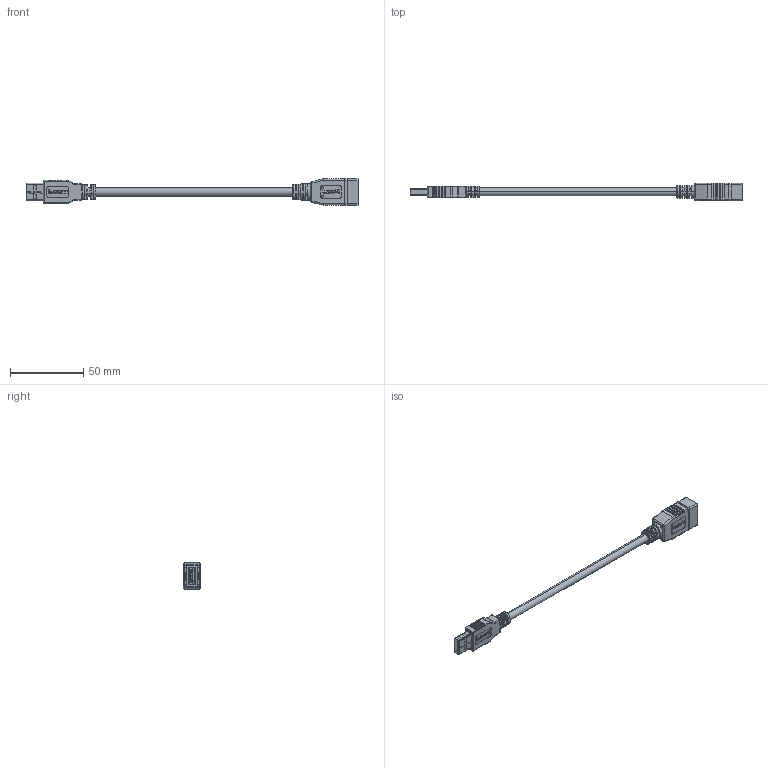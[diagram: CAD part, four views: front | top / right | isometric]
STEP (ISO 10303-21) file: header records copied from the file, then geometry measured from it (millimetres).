
FILE_DESCRIPTION (( 'STEP AP214' ), '1' );
FILE_NAME ('U3A00062.STEP', '2018-08-31T19:41:19', ( '' ), ( '' ), 'SwSTEP 2.0', 'SolidWorks 2017', '' );
FILE_SCHEMA (( 'AUTOMOTIVE_DESIGN' ));
Length unit declared in the file: inch
Products named in the file (17): MTN-929_WITHOUT CBL; 1AA05-047___; 1AA05-047-MA1___; 1AA05-046-MA3; U3A00059-MA1; U3A00062; MTN-(USB3.0 STD A F END PREMOLD; MTN-593; 1AA05-046-MA1; 1AA05-047-MA2___; MTN-595; MTN-594_NO CABLE; 1AA05-046-MA2_Without Crimp; MTN-931_no locking; MTN-929_no locking, 5.5mm OD
Assembly tree (16 placements, depth 5):
  U3A00062
    U3A00059-MA1
    MTN-594_NO CABLE
      MTN-593
        1AA05-046-MA3
        MTN-593
      1AA05-046-MA1
      1AA05-046-MA2_Without Crimp
      MTN-594_NO CABLE
    MTN-929_no locking, 5.5mm OD
      MTN-595
        1AA05-047___
          1AA05-047-MA2___
          1AA05-047-MA1___
        MTN-(USB3.0 STD A F END PREMOLD
      MTN-931_no locking
      MTN-929_WITHOUT CBL
Bounding box: 226.8 x 11.8 x 18.2 mm (x, y, z)
Volume: 15128.1 mm3; surface area: 16456 mm2
Topology: 25 solids, 25 shells, 2680 faces, 7287 edges, 4736 vertices
Faces by surface type: plane 1786, cylinder 586, bspline 250, sphere 38, torus 18, cone 2
Entity records: 101754 total; most frequent: CARTESIAN_POINT 29661, ORIENTED_EDGE 14486, DIRECTION 12443, EDGE_CURVE 7243, VECTOR 5303, LINE 5303, VERTEX_POINT 4736, AXIS2_PLACEMENT_3D 3570
